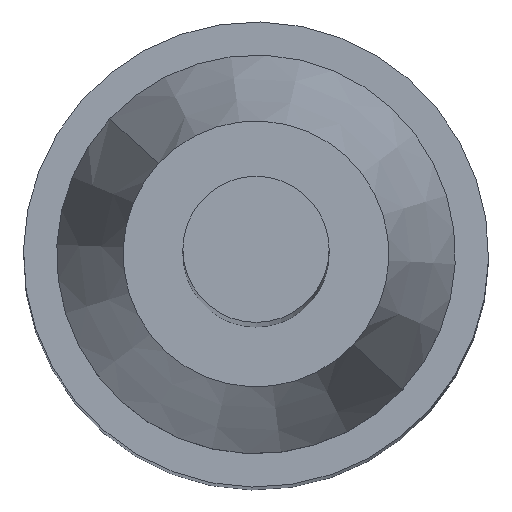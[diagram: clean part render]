
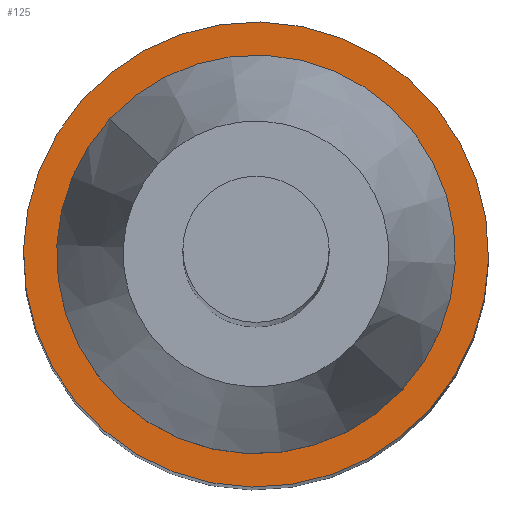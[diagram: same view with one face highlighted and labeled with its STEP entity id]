
A CAD part, top view. The second image highlights one B-rep face of the part: STEP entity #125.
In plain terms, the highlighted planar face has unit normal (0, 0, 1).
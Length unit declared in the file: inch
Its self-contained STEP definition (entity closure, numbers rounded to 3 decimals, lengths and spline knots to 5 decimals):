
#40 = EDGE_CURVE ( 'NONE', #472, #437, #277, .T. ) ;
#55 = CARTESIAN_POINT ( 'NONE',  ( -0.13616, -0.02116, -0.19685 ) ) ;
#81 = DIRECTION ( 'NONE',  ( -0.988, -0.154, 0. ) ) ;
#93 = EDGE_LOOP ( 'NONE', ( #330, #500 ) ) ;
#125 = ADVANCED_FACE ( 'NONE', ( #352 ), #285, .T. ) ;
#145 = CARTESIAN_POINT ( 'NONE',  ( 0., 0., -0.19685 ) ) ;
#148 = DIRECTION ( 'NONE',  ( 0., 0., -1. ) ) ;
#166 = CARTESIAN_POINT ( 'NONE',  ( 0., 0., -0.19685 ) ) ;
#192 = DIRECTION ( 'NONE',  ( -0.988, -0.154, 0. ) ) ;
#213 = DIRECTION ( 'NONE',  ( 0., 0., 1. ) ) ;
#270 = DIRECTION ( 'NONE',  ( 0.988, 0.154, 0. ) ) ;
#277 = CIRCLE ( 'NONE', #534, 0.1378 ) ;
#285 = PLANE ( 'NONE',  #297 ) ;
#297 = AXIS2_PLACEMENT_3D ( 'NONE', #166, #213, #270 ) ;
#330 = ORIENTED_EDGE ( 'NONE', *, *, #40, .F. ) ;
#342 = DIRECTION ( 'NONE',  ( 0., 0., -1. ) ) ;
#352 = FACE_OUTER_BOUND ( 'NONE', #93, .T. ) ;
#435 = CARTESIAN_POINT ( 'NONE',  ( 0., 0., -0.19685 ) ) ;
#437 = VERTEX_POINT ( 'NONE', #460 ) ;
#460 = CARTESIAN_POINT ( 'NONE',  ( 0.13616, 0.02116, -0.19685 ) ) ;
#472 = VERTEX_POINT ( 'NONE', #55 ) ;
#500 = ORIENTED_EDGE ( 'NONE', *, *, #529, .F. ) ;
#529 = EDGE_CURVE ( 'NONE', #437, #472, #559, .T. ) ;
#534 = AXIS2_PLACEMENT_3D ( 'NONE', #435, #342, #81 ) ;
#555 = AXIS2_PLACEMENT_3D ( 'NONE', #145, #148, #192 ) ;
#559 = CIRCLE ( 'NONE', #555, 0.1378 ) ;
